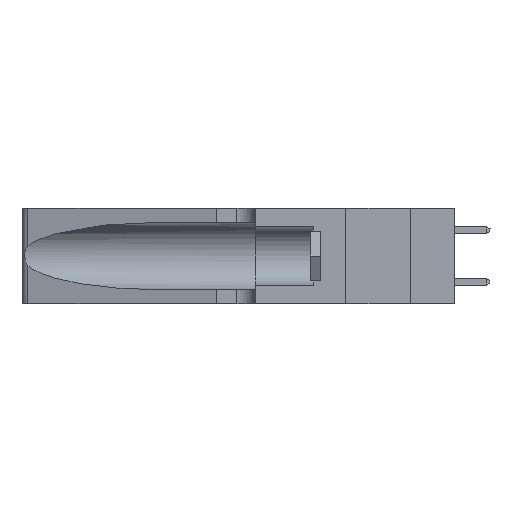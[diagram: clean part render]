
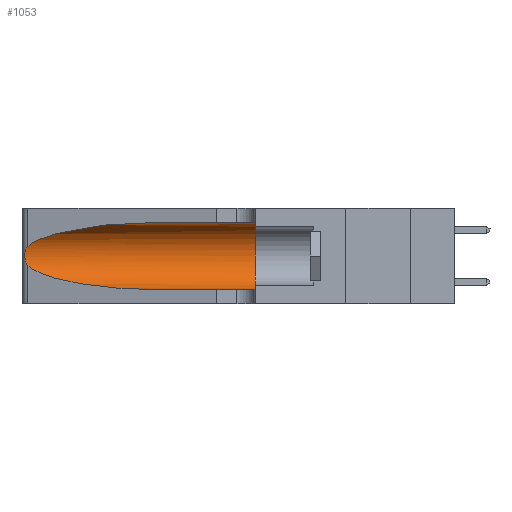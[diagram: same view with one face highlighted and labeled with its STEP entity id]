
A CAD part, left-side view. The second image highlights one B-rep face of the part: STEP entity #1053.
In plain terms, the highlighted cylindrical face has radius 3.308 mm (diameter 6.617 mm), a partial arc.
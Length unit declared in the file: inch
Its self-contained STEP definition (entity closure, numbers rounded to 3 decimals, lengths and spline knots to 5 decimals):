
#172 =( BOUNDED_CURVE ( )  B_SPLINE_CURVE ( 3, ( #25989, #15521, #34932, #14569 ),
 .UNSPECIFIED., .F., .F. ) 
 B_SPLINE_CURVE_WITH_KNOTS ( ( 4, 4 ),
 ( 1.5708, 2.84003 ),
 .UNSPECIFIED. ) 
 CURVE ( )  GEOMETRIC_REPRESENTATION_ITEM ( )  RATIONAL_B_SPLINE_CURVE ( ( 1., 0.87, 0.87, 1. ) ) 
 REPRESENTATION_ITEM ( '' )  );
#1053 = ADVANCED_FACE ( 'NONE', ( #4240 ), #25303, .F. ) ;
#1718 = CARTESIAN_POINT ( 'NONE',  ( 0.1305, 1.61858, 0.05475 ) ) ;
#3059 = CARTESIAN_POINT ( 'NONE',  ( 0.1305, 0.35, 0.185 ) ) ;
#3221 = VERTEX_POINT ( 'NONE', #10422 ) ;
#4196 =( BOUNDED_CURVE ( )  B_SPLINE_CURVE ( 3, ( #18288, #12443, #19615, #17063 ),
 .UNSPECIFIED., .F., .F. ) 
 B_SPLINE_CURVE_WITH_KNOTS ( ( 4, 4 ),
 ( 3.44316, 4.71239 ),
 .UNSPECIFIED. ) 
 CURVE ( )  GEOMETRIC_REPRESENTATION_ITEM ( )  RATIONAL_B_SPLINE_CURVE ( ( 1., 0.87, 0.87, 1. ) ) 
 REPRESENTATION_ITEM ( '' )  );
#4240 = FACE_OUTER_BOUND ( 'NONE', #27430, .T. ) ;
#4275 = CARTESIAN_POINT ( 'NONE',  ( 0.1305, 0.35, 0.05475 ) ) ;
#4322 = CARTESIAN_POINT ( 'NONE',  ( 0.1305, 0.35, 0.31525 ) ) ;
#4988 = CARTESIAN_POINT ( 'NONE',  ( 0.25789, 1.23486, 0.15765 ) ) ;
#5638 = AXIS2_PLACEMENT_3D ( 'NONE', #34615, #28707, #31239 ) ;
#5783 = AXIS2_PLACEMENT_3D ( 'NONE', #3059, #35504, #14674 ) ;
#8616 = CARTESIAN_POINT ( 'NONE',  ( 0.1305, 1.61858, 0.31525 ) ) ;
#9130 = ORIENTED_EDGE ( 'NONE', *, *, #16891, .T. ) ;
#10422 = CARTESIAN_POINT ( 'NONE',  ( 0.1305, 0.72297, 0.05475 ) ) ;
#10966 = CARTESIAN_POINT ( 'NONE',  ( 0.25555, 1.22993, 0.14849 ) ) ;
#11190 = EDGE_CURVE ( 'NONE', #13133, #33690, #25793, .T. ) ;
#12443 = CARTESIAN_POINT ( 'NONE',  ( 0.2373, 1.15595, 0.08982 ) ) ;
#12492 = EDGE_CURVE ( 'NONE', #34221, #12874, #15326, .T. ) ;
#12874 = VERTEX_POINT ( 'NONE', #4322 ) ;
#13133 = VERTEX_POINT ( 'NONE', #31262 ) ;
#13568 = CARTESIAN_POINT ( 'NONE',  ( 0.25487, 1.22718, 0.14631 ) ) ;
#13581 = CARTESIAN_POINT ( 'NONE',  ( 0.25487, 1.22718, 0.14631 ) ) ;
#14569 = CARTESIAN_POINT ( 'NONE',  ( 0.25487, 1.22718, 0.22369 ) ) ;
#14674 = DIRECTION ( 'NONE',  ( 0., 0., 1. ) ) ;
#15326 = LINE ( 'NONE', #8616, #18527 ) ;
#15521 = CARTESIAN_POINT ( 'NONE',  ( 0.18966, 0.96281, 0.31525 ) ) ;
#15698 = VERTEX_POINT ( 'NONE', #4275 ) ;
#16757 = CARTESIAN_POINT ( 'NONE',  ( 0.25787, 1.23484, 0.2124 ) ) ;
#16883 = VECTOR ( 'NONE', #30839, 39.37008 ) ;
#16891 = EDGE_CURVE ( 'NONE', #34221, #13133, #172, .T. ) ;
#17063 = CARTESIAN_POINT ( 'NONE',  ( 0.1305, 0.72297, 0.05475 ) ) ;
#17230 = EDGE_CURVE ( 'NONE', #33690, #3221, #4196, .T. ) ;
#18288 = CARTESIAN_POINT ( 'NONE',  ( 0.25487, 1.22718, 0.14631 ) ) ;
#18527 = VECTOR ( 'NONE', #22838, 39.37008 ) ;
#19424 = CARTESIAN_POINT ( 'NONE',  ( 0.25639, 1.23184, 0.21858 ) ) ;
#19615 = CARTESIAN_POINT ( 'NONE',  ( 0.18966, 0.96281, 0.05475 ) ) ;
#20720 = ORIENTED_EDGE ( 'NONE', *, *, #11190, .T. ) ;
#22503 = CARTESIAN_POINT ( 'NONE',  ( 0.25856, 1.23593, 0.16098 ) ) ;
#22638 = CARTESIAN_POINT ( 'NONE',  ( 0.26018, 1.23835, 0.19895 ) ) ;
#22838 = DIRECTION ( 'NONE',  ( 0., -1., 0. ) ) ;
#25199 = CARTESIAN_POINT ( 'NONE',  ( 0.25555, 1.22994, 0.2215 ) ) ;
#25303 = CYLINDRICAL_SURFACE ( 'NONE', #5638, 0.13025 ) ;
#25599 = CARTESIAN_POINT ( 'NONE',  ( 0.26075, 1.23896, 0.178 ) ) ;
#25793 = B_SPLINE_CURVE_WITH_KNOTS ( 'NONE', 3,
 ( #34566, #25199, #19424, #16757, #28531, #22638, #31063, #25599, #28268, #22503, #4988, #31192, #10966, #13568 ),
 .UNSPECIFIED., .F., .F.,
 ( 4, 2, 2, 2, 2, 2, 4 ),
 ( 0., 0.00027, 0.00053, 0.00107, 0.0016, 0.00187, 0.00214 ),
 .UNSPECIFIED. ) ;
#25989 = CARTESIAN_POINT ( 'NONE',  ( 0.1305, 0.72297, 0.31525 ) ) ;
#26004 = EDGE_CURVE ( 'NONE', #3221, #15698, #26960, .T. ) ;
#26960 = LINE ( 'NONE', #1718, #16883 ) ;
#27430 = EDGE_LOOP ( 'NONE', ( #9130, #20720, #27693, #28951, #33557, #36150 ) ) ;
#27519 = CARTESIAN_POINT ( 'NONE',  ( 0.1305, 0.72297, 0.31525 ) ) ;
#27693 = ORIENTED_EDGE ( 'NONE', *, *, #17230, .T. ) ;
#28268 = CARTESIAN_POINT ( 'NONE',  ( 0.26017, 1.23833, 0.17102 ) ) ;
#28531 = CARTESIAN_POINT ( 'NONE',  ( 0.25854, 1.2359, 0.20912 ) ) ;
#28707 = DIRECTION ( 'NONE',  ( 0., -1., 0. ) ) ;
#28951 = ORIENTED_EDGE ( 'NONE', *, *, #26004, .T. ) ;
#30839 = DIRECTION ( 'NONE',  ( 0., -1., 0. ) ) ;
#30965 = CIRCLE ( 'NONE', #5783, 0.13025 ) ;
#31063 = CARTESIAN_POINT ( 'NONE',  ( 0.26075, 1.23896, 0.19203 ) ) ;
#31192 = CARTESIAN_POINT ( 'NONE',  ( 0.25639, 1.23186, 0.15144 ) ) ;
#31239 = DIRECTION ( 'NONE',  ( 0., 0., -1. ) ) ;
#31262 = CARTESIAN_POINT ( 'NONE',  ( 0.25487, 1.22718, 0.22369 ) ) ;
#33557 = ORIENTED_EDGE ( 'NONE', *, *, #34538, .F. ) ;
#33690 = VERTEX_POINT ( 'NONE', #13581 ) ;
#34221 = VERTEX_POINT ( 'NONE', #27519 ) ;
#34538 = EDGE_CURVE ( 'NONE', #12874, #15698, #30965, .T. ) ;
#34566 = CARTESIAN_POINT ( 'NONE',  ( 0.25487, 1.22718, 0.22369 ) ) ;
#34615 = CARTESIAN_POINT ( 'NONE',  ( 0.1305, 1.61858, 0.185 ) ) ;
#34932 = CARTESIAN_POINT ( 'NONE',  ( 0.2373, 1.15595, 0.28018 ) ) ;
#35504 = DIRECTION ( 'NONE',  ( 0., 1., 0. ) ) ;
#36150 = ORIENTED_EDGE ( 'NONE', *, *, #12492, .F. ) ;
